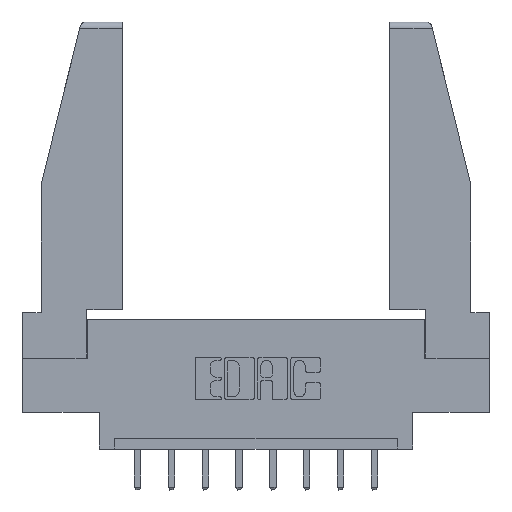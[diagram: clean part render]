
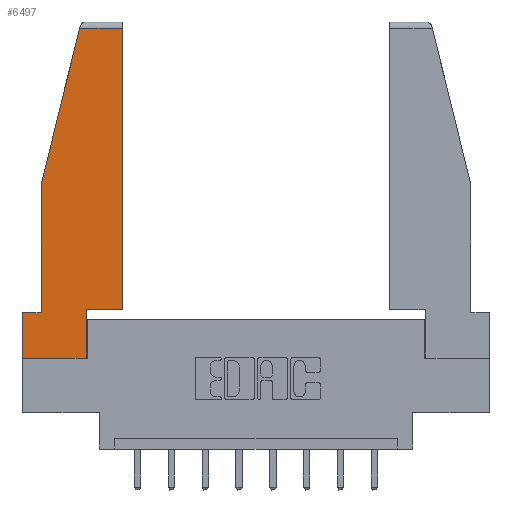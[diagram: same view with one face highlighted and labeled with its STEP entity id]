
A CAD part, top view. The second image highlights one B-rep face of the part: STEP entity #6497.
In plain terms, the highlighted planar face has unit normal (0, 0, 1).
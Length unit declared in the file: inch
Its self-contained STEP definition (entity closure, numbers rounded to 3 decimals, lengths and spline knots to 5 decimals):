
#153 = VECTOR ( 'NONE', #1288, 39.37008 ) ;
#164 = CARTESIAN_POINT ( 'NONE',  ( 0.297, 0.223, 0. ) ) ;
#267 = EDGE_LOOP ( 'NONE', ( #1653, #11992, #529, #1783, #8923, #12846, #11369, #1403, #11690 ) ) ;
#274 = EDGE_CURVE ( 'NONE', #9915, #2535, #9657, .T. ) ;
#514 = CARTESIAN_POINT ( 'NONE',  ( 0.461, 0.223, 0. ) ) ;
#529 = ORIENTED_EDGE ( 'NONE', *, *, #5561, .T. ) ;
#931 = DIRECTION ( 'NONE',  ( 0., -1., 0. ) ) ;
#1069 = CARTESIAN_POINT ( 'NONE',  ( 0.461, 0.223, 0. ) ) ;
#1244 = CARTESIAN_POINT ( 'NONE',  ( 0.297, 0.223, 0. ) ) ;
#1288 = DIRECTION ( 'NONE',  ( 1., 0., 0. ) ) ;
#1289 = DIRECTION ( 'NONE',  ( -1., 0., 0. ) ) ;
#1403 = ORIENTED_EDGE ( 'NONE', *, *, #2763, .T. ) ;
#1459 = EDGE_CURVE ( 'NONE', #8699, #12667, #9620, .T. ) ;
#1653 = ORIENTED_EDGE ( 'NONE', *, *, #3292, .T. ) ;
#1783 = ORIENTED_EDGE ( 'NONE', *, *, #1459, .T. ) ;
#1804 = VECTOR ( 'NONE', #9107, 39.37008 ) ;
#1940 = CARTESIAN_POINT ( 'NONE',  ( 0., 0.21, 0. ) ) ;
#2080 = CARTESIAN_POINT ( 'NONE',  ( 0.271, 1.55, 0. ) ) ;
#2284 = CARTESIAN_POINT ( 'NONE',  ( 0., 0.21, 0. ) ) ;
#2391 = EDGE_CURVE ( 'NONE', #9117, #6884, #5758, .T. ) ;
#2535 = VERTEX_POINT ( 'NONE', #7496 ) ;
#2763 = EDGE_CURVE ( 'NONE', #2535, #9117, #6712, .T. ) ;
#3292 = EDGE_CURVE ( 'NONE', #6884, #11625, #7165, .T. ) ;
#3622 = CARTESIAN_POINT ( 'NONE',  ( 0., 0., 0. ) ) ;
#3904 = VERTEX_POINT ( 'NONE', #5676 ) ;
#3965 = DIRECTION ( 'NONE',  ( 0., 1., 0. ) ) ;
#4053 = DIRECTION ( 'NONE',  ( 0., 1., 0. ) ) ;
#4381 = CARTESIAN_POINT ( 'NONE',  ( 0., 0.21, 0. ) ) ;
#5147 = VECTOR ( 'NONE', #10392, 39.37008 ) ;
#5561 = EDGE_CURVE ( 'NONE', #3904, #8699, #8917, .T. ) ;
#5676 = CARTESIAN_POINT ( 'NONE',  ( 0.2636, 1.52, 0. ) ) ;
#5758 = LINE ( 'NONE', #1244, #153 ) ;
#5912 = VECTOR ( 'NONE', #3965, 39.37008 ) ;
#5994 = CARTESIAN_POINT ( 'NONE',  ( 0.297, 0., 0. ) ) ;
#6097 = EDGE_CURVE ( 'NONE', #12667, #7093, #10504, .T. ) ;
#6497 = ADVANCED_FACE ( 'NONE', ( #11911 ), #7332, .T. ) ;
#6640 = VECTOR ( 'NONE', #931, 39.37008 ) ;
#6712 = LINE ( 'NONE', #5994, #5912 ) ;
#6884 = VERTEX_POINT ( 'NONE', #514 ) ;
#6991 = CARTESIAN_POINT ( 'NONE',  ( 0.086, 0.8, 0. ) ) ;
#7093 = VERTEX_POINT ( 'NONE', #2284 ) ;
#7165 = LINE ( 'NONE', #1069, #8943 ) ;
#7332 = PLANE ( 'NONE',  #9623 ) ;
#7477 = DIRECTION ( 'NONE',  ( -1., 0., 0. ) ) ;
#7496 = CARTESIAN_POINT ( 'NONE',  ( 0.297, 0., 0. ) ) ;
#7540 = LINE ( 'NONE', #10666, #12626 ) ;
#7764 = VECTOR ( 'NONE', #7477, 39.37008 ) ;
#8118 = CARTESIAN_POINT ( 'NONE',  ( 0.461, 1.52, 0. ) ) ;
#8371 = CARTESIAN_POINT ( 'NONE',  ( 0.086, 0.8, 0. ) ) ;
#8699 = VERTEX_POINT ( 'NONE', #8371 ) ;
#8788 = EDGE_CURVE ( 'NONE', #11625, #3904, #7540, .T. ) ;
#8877 = DIRECTION ( 'NONE',  ( 1., 0., 0. ) ) ;
#8917 = LINE ( 'NONE', #2080, #1804 ) ;
#8923 = ORIENTED_EDGE ( 'NONE', *, *, #6097, .T. ) ;
#8943 = VECTOR ( 'NONE', #4053, 39.37008 ) ;
#9107 = DIRECTION ( 'NONE',  ( -0.239, -0.971, 0. ) ) ;
#9117 = VERTEX_POINT ( 'NONE', #164 ) ;
#9179 = DIRECTION ( 'NONE',  ( 1., 0., 0. ) ) ;
#9620 = LINE ( 'NONE', #6991, #5147 ) ;
#9623 = AXIS2_PLACEMENT_3D ( 'NONE', #3622, #10019, #8877 ) ;
#9657 = LINE ( 'NONE', #12169, #12029 ) ;
#9915 = VERTEX_POINT ( 'NONE', #10373 ) ;
#10019 = DIRECTION ( 'NONE',  ( 0., 0., 1. ) ) ;
#10373 = CARTESIAN_POINT ( 'NONE',  ( 0., 0., 0. ) ) ;
#10392 = DIRECTION ( 'NONE',  ( 0., -1., 0. ) ) ;
#10504 = LINE ( 'NONE', #4381, #7764 ) ;
#10666 = CARTESIAN_POINT ( 'NONE',  ( 0., 1.52, 0. ) ) ;
#11369 = ORIENTED_EDGE ( 'NONE', *, *, #274, .T. ) ;
#11625 = VERTEX_POINT ( 'NONE', #8118 ) ;
#11690 = ORIENTED_EDGE ( 'NONE', *, *, #2391, .T. ) ;
#11911 = FACE_OUTER_BOUND ( 'NONE', #267, .T. ) ;
#11992 = ORIENTED_EDGE ( 'NONE', *, *, #8788, .T. ) ;
#12029 = VECTOR ( 'NONE', #9179, 39.37008 ) ;
#12116 = EDGE_CURVE ( 'NONE', #7093, #9915, #12370, .T. ) ;
#12169 = CARTESIAN_POINT ( 'NONE',  ( 0., 0., 0. ) ) ;
#12197 = CARTESIAN_POINT ( 'NONE',  ( 0.086, 0.21, 0. ) ) ;
#12370 = LINE ( 'NONE', #1940, #6640 ) ;
#12626 = VECTOR ( 'NONE', #1289, 39.37008 ) ;
#12667 = VERTEX_POINT ( 'NONE', #12197 ) ;
#12846 = ORIENTED_EDGE ( 'NONE', *, *, #12116, .T. ) ;
